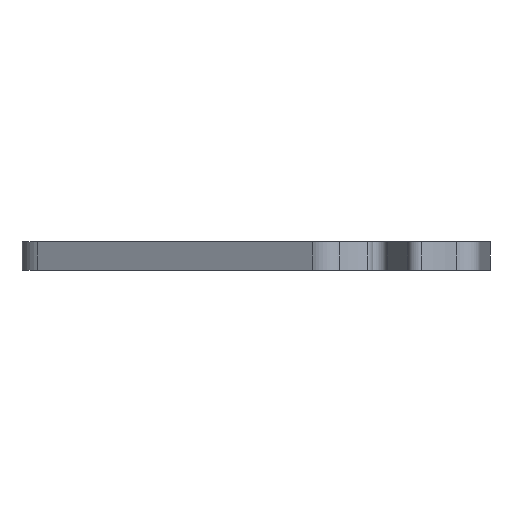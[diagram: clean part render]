
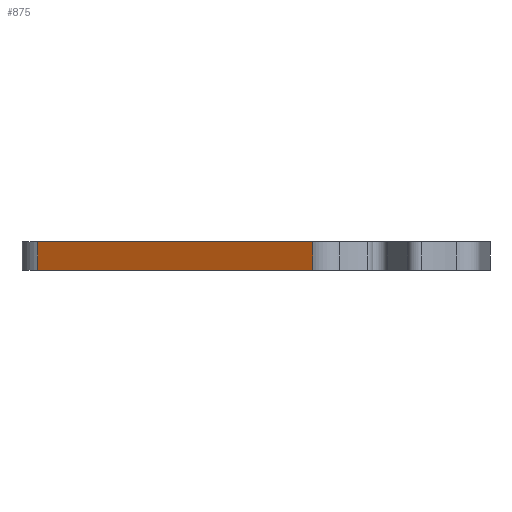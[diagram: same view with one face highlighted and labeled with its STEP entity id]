
A CAD part, front view. The second image highlights one B-rep face of the part: STEP entity #875.
In plain terms, the highlighted planar face has unit normal (-0.463, -0.886, 0).
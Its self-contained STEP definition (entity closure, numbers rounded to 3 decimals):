
#49=PLANE('',#989);
#77=FACE_OUTER_BOUND('',#133,.T.);
#133=EDGE_LOOP('',(#707,#708,#709,#710));
#172=LINE('',#1334,#233);
#207=LINE('',#1494,#268);
#209=LINE('',#1498,#270);
#210=LINE('',#1499,#271);
#233=VECTOR('',#1050,10.);
#268=VECTOR('',#1217,10.);
#270=VECTOR('',#1221,10.);
#271=VECTOR('',#1222,10.);
#364=VERTEX_POINT('',#1331);
#365=VERTEX_POINT('',#1333);
#424=VERTEX_POINT('',#1492);
#425=VERTEX_POINT('',#1497);
#452=EDGE_CURVE('',#364,#365,#172,.T.);
#532=EDGE_CURVE('',#424,#364,#207,.T.);
#534=EDGE_CURVE('',#424,#425,#209,.T.);
#535=EDGE_CURVE('',#425,#365,#210,.T.);
#707=ORIENTED_EDGE('',*,*,#532,.F.);
#708=ORIENTED_EDGE('',*,*,#534,.T.);
#709=ORIENTED_EDGE('',*,*,#535,.T.);
#710=ORIENTED_EDGE('',*,*,#452,.F.);
#875=ADVANCED_FACE('',(#77),#49,.T.);
#989=AXIS2_PLACEMENT_3D('',#1496,#1219,#1220);
#1050=DIRECTION('',(0.887,-0.463,0.));
#1217=DIRECTION('',(0.,0.,1.));
#1219=DIRECTION('center_axis',(-0.463,-0.887,0.));
#1220=DIRECTION('ref_axis',(0.887,-0.463,0.));
#1221=DIRECTION('',(0.887,-0.463,0.));
#1222=DIRECTION('',(0.,0.,1.));
#1331=CARTESIAN_POINT('',(-24.855,-17.692,5.));
#1333=CARTESIAN_POINT('',(22.665,-42.495,5.));
#1334=CARTESIAN_POINT('',(-22.886,-18.72,5.));
#1492=CARTESIAN_POINT('',(-24.855,-17.692,0.));
#1494=CARTESIAN_POINT('',(-24.855,-17.692,0.));
#1496=CARTESIAN_POINT('Origin',(-22.886,-18.72,0.));
#1497=CARTESIAN_POINT('',(22.665,-42.495,0.));
#1498=CARTESIAN_POINT('',(-22.886,-18.72,0.));
#1499=CARTESIAN_POINT('',(22.665,-42.495,0.));
